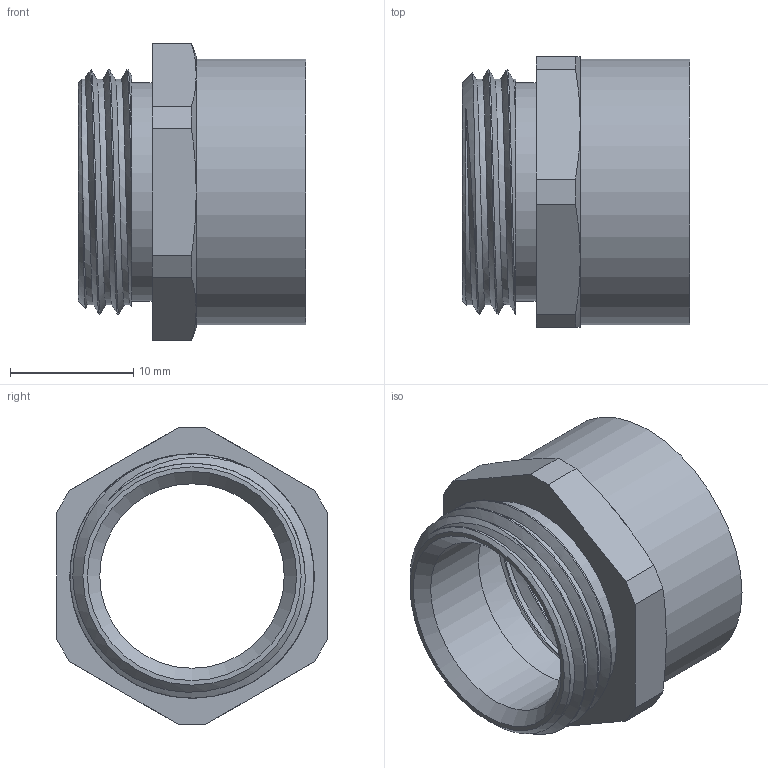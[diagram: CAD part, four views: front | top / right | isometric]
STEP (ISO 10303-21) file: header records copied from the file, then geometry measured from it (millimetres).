
FILE_DESCRIPTION(/* description */ ('Adapter M 20x1,5 /PG 13,5'),/* implementation_level */ '2;1');
FILE_NAME(/* name */ '61092013-RST.stp',/* time_stamp */ '2020-07-28T10:39:07+02:00',/* author */ ('sl'),/* organization */ (''),/* preprocessor_version */ 'ST-DEVELOPER v16.5',/* originating_system */ 'Autodesk Inventor 2017',/* authorisation */ '');
FILE_SCHEMA (('AUTOMOTIVE_DESIGN { 1 0 10303 214 3 1 1 }'));
Length unit declared in the file: millimetre
Products named in the file (1): 61092013
Bounding box: 18.5 x 22 x 24.21 mm (x, y, z)
Volume: 1557.6 mm3; surface area: 3120.6 mm2
Topology: 1 solids, 1 shells, 44 faces, 107 edges, 69 vertices
Faces by surface type: plane 19, cylinder 12, cone 9, bspline 4
Full cylindrical faces by diameter (mm): 15 x1, 17.75 x1, 18.97 x5, 21.6 x1
Entity records: 2610 total; most frequent: CARTESIAN_POINT 1776, ORIENTED_EDGE 164, DIRECTION 156, EDGE_CURVE 82, AXIS2_PLACEMENT_3D 66, VERTEX_POINT 56, EDGE_LOOP 52, FACE_OUTER_BOUND 39
